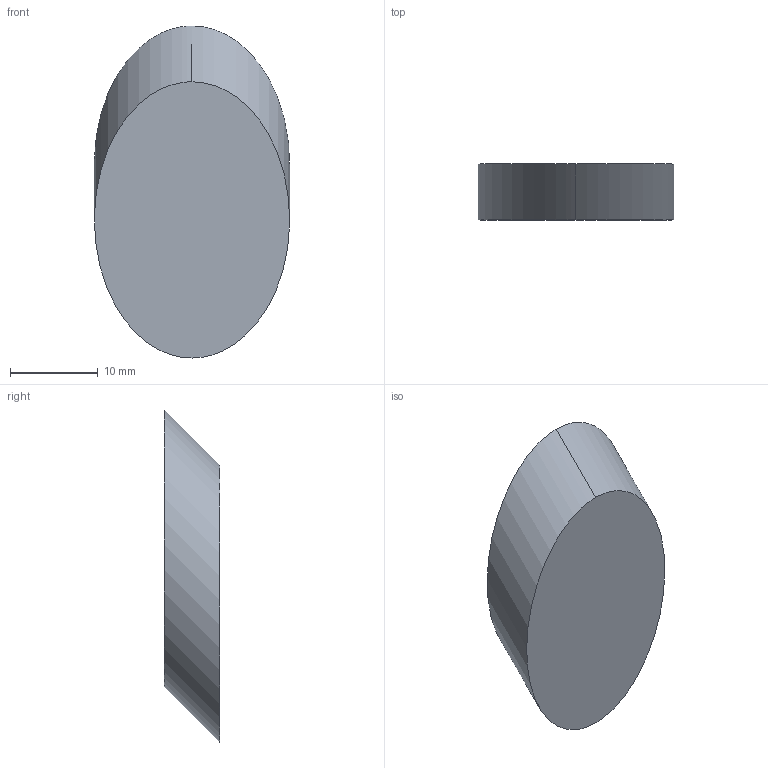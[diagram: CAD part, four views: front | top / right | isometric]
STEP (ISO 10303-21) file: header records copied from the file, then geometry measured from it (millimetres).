
FILE_DESCRIPTION (( 'STEP AP203' ), '1' );
FILE_NAME ('Web Model 89455_30836.step', '2017-05-19T15:22:50', ( '' ), ( '' ), 'SwSTEP 2.0', 'SolidWorks 2016', '' );
FILE_SCHEMA (( 'CONFIG_CONTROL_DESIGN' ));
Length unit declared in the file: inch
Products named in the file (1): Web Model 89455_30836
Bounding box: 22.22 x 6.35 x 37.77 mm (x, y, z)
Volume: 3482.8 mm3; surface area: 1724 mm2
Topology: 1 solids, 1 shells, 4 faces, 6 edges, 4 vertices
Faces by surface type: bspline 2, plane 2
Entity records: 175 total; most frequent: CARTESIAN_POINT 41, ORIENTED_EDGE 12, PERSON_AND_ORGANIZATION 8, DIRECTION 8, EDGE_CURVE 6, DATE_AND_TIME 5, PERSON_AND_ORGANIZATION_ROLE 5, CALENDAR_DATE 5
